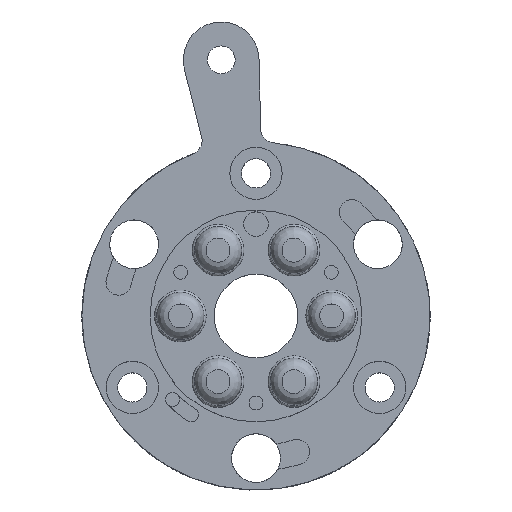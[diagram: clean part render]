
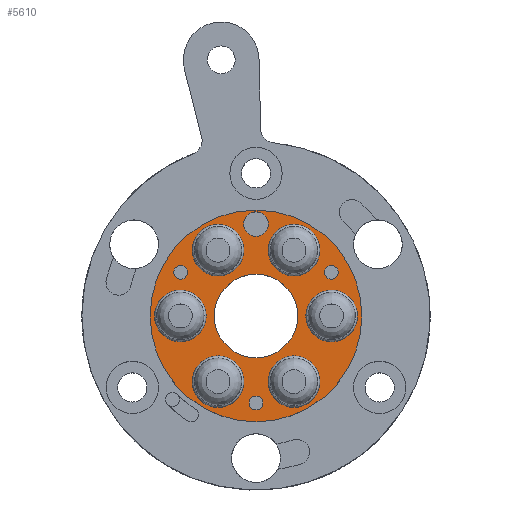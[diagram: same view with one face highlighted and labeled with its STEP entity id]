
A CAD part, top view. The second image highlights one B-rep face of the part: STEP entity #5610.
In plain terms, the highlighted planar face has unit normal (0, 0, 1).
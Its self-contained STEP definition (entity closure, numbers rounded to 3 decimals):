
#194=PLANE('',#6155);
#266=FACE_BOUND('',#1085,.T.);
#267=FACE_BOUND('',#1086,.T.);
#268=FACE_BOUND('',#1087,.T.);
#269=FACE_BOUND('',#1088,.T.);
#270=FACE_BOUND('',#1089,.T.);
#271=FACE_BOUND('',#1090,.T.);
#272=FACE_BOUND('',#1091,.T.);
#273=FACE_BOUND('',#1092,.T.);
#274=FACE_BOUND('',#1093,.T.);
#275=FACE_BOUND('',#1094,.T.);
#276=FACE_BOUND('',#1095,.T.);
#727=FACE_OUTER_BOUND('',#1084,.T.);
#1084=EDGE_LOOP('',(#4964));
#1085=EDGE_LOOP('',(#4965,#4966));
#1086=EDGE_LOOP('',(#4967,#4968));
#1087=EDGE_LOOP('',(#4969,#4970));
#1088=EDGE_LOOP('',(#4971,#4972));
#1089=EDGE_LOOP('',(#4973,#4974));
#1090=EDGE_LOOP('',(#4975));
#1091=EDGE_LOOP('',(#4976));
#1092=EDGE_LOOP('',(#4977,#4978));
#1093=EDGE_LOOP('',(#4979,#4980));
#1094=EDGE_LOOP('',(#4981,#4982));
#1095=EDGE_LOOP('',(#4983,#4984));
#2029=CIRCLE('',#6056,6.);
#2056=CIRCLE('',#6124,1.);
#2057=CIRCLE('',#6125,1.);
#2060=CIRCLE('',#6129,1.);
#2061=CIRCLE('',#6130,1.);
#2064=CIRCLE('',#6134,1.);
#2065=CIRCLE('',#6135,1.);
#2077=CIRCLE('',#6150,3.4);
#2078=CIRCLE('',#6151,3.4);
#2080=CIRCLE('',#6156,15.2);
#2081=CIRCLE('',#6157,3.4);
#2082=CIRCLE('',#6158,3.4);
#2083=CIRCLE('',#6159,3.4);
#2084=CIRCLE('',#6160,3.4);
#2085=CIRCLE('',#6161,3.4);
#2086=CIRCLE('',#6162,3.4);
#2087=CIRCLE('',#6163,3.4);
#2088=CIRCLE('',#6164,3.4);
#2089=CIRCLE('',#6165,3.4);
#2090=CIRCLE('',#6166,3.4);
#2091=CIRCLE('',#6167,1.75);
#2631=VERTEX_POINT('',#22188);
#2654=VERTEX_POINT('',#27851);
#2655=VERTEX_POINT('',#27853);
#2658=VERTEX_POINT('',#27861);
#2659=VERTEX_POINT('',#27863);
#2662=VERTEX_POINT('',#27871);
#2663=VERTEX_POINT('',#27873);
#2674=VERTEX_POINT('',#27928);
#2675=VERTEX_POINT('',#27930);
#2676=VERTEX_POINT('',#27937);
#2677=VERTEX_POINT('',#27939);
#2678=VERTEX_POINT('',#27940);
#2679=VERTEX_POINT('',#27943);
#2680=VERTEX_POINT('',#27944);
#2681=VERTEX_POINT('',#27947);
#2682=VERTEX_POINT('',#27948);
#2683=VERTEX_POINT('',#27951);
#2684=VERTEX_POINT('',#27952);
#2685=VERTEX_POINT('',#27955);
#2686=VERTEX_POINT('',#27956);
#2687=VERTEX_POINT('',#27959);
#3365=EDGE_CURVE('',#2631,#2631,#2029,.T.);
#3451=EDGE_CURVE('',#2654,#2655,#2056,.T.);
#3452=EDGE_CURVE('',#2655,#2654,#2057,.T.);
#3456=EDGE_CURVE('',#2658,#2659,#2060,.T.);
#3457=EDGE_CURVE('',#2659,#2658,#2061,.T.);
#3461=EDGE_CURVE('',#2662,#2663,#2064,.T.);
#3462=EDGE_CURVE('',#2663,#2662,#2065,.T.);
#3476=EDGE_CURVE('',#2674,#2675,#2077,.T.);
#3477=EDGE_CURVE('',#2675,#2674,#2078,.T.);
#3479=EDGE_CURVE('',#2676,#2676,#2080,.T.);
#3480=EDGE_CURVE('',#2677,#2678,#2081,.T.);
#3481=EDGE_CURVE('',#2678,#2677,#2082,.T.);
#3482=EDGE_CURVE('',#2679,#2680,#2083,.T.);
#3483=EDGE_CURVE('',#2680,#2679,#2084,.T.);
#3484=EDGE_CURVE('',#2681,#2682,#2085,.T.);
#3485=EDGE_CURVE('',#2682,#2681,#2086,.T.);
#3486=EDGE_CURVE('',#2683,#2684,#2087,.T.);
#3487=EDGE_CURVE('',#2684,#2683,#2088,.T.);
#3488=EDGE_CURVE('',#2685,#2686,#2089,.T.);
#3489=EDGE_CURVE('',#2686,#2685,#2090,.T.);
#3490=EDGE_CURVE('',#2687,#2687,#2091,.T.);
#4964=ORIENTED_EDGE('',*,*,#3479,.T.);
#4965=ORIENTED_EDGE('',*,*,#3480,.F.);
#4966=ORIENTED_EDGE('',*,*,#3481,.F.);
#4967=ORIENTED_EDGE('',*,*,#3482,.F.);
#4968=ORIENTED_EDGE('',*,*,#3483,.F.);
#4969=ORIENTED_EDGE('',*,*,#3484,.F.);
#4970=ORIENTED_EDGE('',*,*,#3485,.F.);
#4971=ORIENTED_EDGE('',*,*,#3486,.F.);
#4972=ORIENTED_EDGE('',*,*,#3487,.F.);
#4973=ORIENTED_EDGE('',*,*,#3488,.F.);
#4974=ORIENTED_EDGE('',*,*,#3489,.F.);
#4975=ORIENTED_EDGE('',*,*,#3490,.F.);
#4976=ORIENTED_EDGE('',*,*,#3365,.F.);
#4977=ORIENTED_EDGE('',*,*,#3462,.F.);
#4978=ORIENTED_EDGE('',*,*,#3461,.F.);
#4979=ORIENTED_EDGE('',*,*,#3457,.F.);
#4980=ORIENTED_EDGE('',*,*,#3456,.F.);
#4981=ORIENTED_EDGE('',*,*,#3452,.F.);
#4982=ORIENTED_EDGE('',*,*,#3451,.F.);
#4983=ORIENTED_EDGE('',*,*,#3477,.F.);
#4984=ORIENTED_EDGE('',*,*,#3476,.F.);
#5610=ADVANCED_FACE('',(#727,#266,#267,#268,#269,#270,#271,#272,#273,#274,
#275,#276),#194,.T.);
#6056=AXIS2_PLACEMENT_3D('',#22190,#7267,#7268);
#6124=AXIS2_PLACEMENT_3D('',#27854,#7461,#7462);
#6125=AXIS2_PLACEMENT_3D('',#27855,#7463,#7464);
#6129=AXIS2_PLACEMENT_3D('',#27864,#7472,#7473);
#6130=AXIS2_PLACEMENT_3D('',#27865,#7474,#7475);
#6134=AXIS2_PLACEMENT_3D('',#27874,#7483,#7484);
#6135=AXIS2_PLACEMENT_3D('',#27875,#7485,#7486);
#6150=AXIS2_PLACEMENT_3D('',#27931,#7517,#7518);
#6151=AXIS2_PLACEMENT_3D('',#27932,#7519,#7520);
#6155=AXIS2_PLACEMENT_3D('',#27936,#7527,#7528);
#6156=AXIS2_PLACEMENT_3D('',#27938,#7529,#7530);
#6157=AXIS2_PLACEMENT_3D('',#27941,#7531,#7532);
#6158=AXIS2_PLACEMENT_3D('',#27942,#7533,#7534);
#6159=AXIS2_PLACEMENT_3D('',#27945,#7535,#7536);
#6160=AXIS2_PLACEMENT_3D('',#27946,#7537,#7538);
#6161=AXIS2_PLACEMENT_3D('',#27949,#7539,#7540);
#6162=AXIS2_PLACEMENT_3D('',#27950,#7541,#7542);
#6163=AXIS2_PLACEMENT_3D('',#27953,#7543,#7544);
#6164=AXIS2_PLACEMENT_3D('',#27954,#7545,#7546);
#6165=AXIS2_PLACEMENT_3D('',#27957,#7547,#7548);
#6166=AXIS2_PLACEMENT_3D('',#27958,#7549,#7550);
#6167=AXIS2_PLACEMENT_3D('',#27960,#7551,#7552);
#7267=DIRECTION('center_axis',(0.,0.,1.));
#7268=DIRECTION('ref_axis',(1.,0.,0.));
#7461=DIRECTION('center_axis',(0.,0.,1.));
#7462=DIRECTION('ref_axis',(1.,0.,0.));
#7463=DIRECTION('center_axis',(0.,0.,1.));
#7464=DIRECTION('ref_axis',(1.,0.,0.));
#7472=DIRECTION('center_axis',(0.,0.,1.));
#7473=DIRECTION('ref_axis',(1.,0.,0.));
#7474=DIRECTION('center_axis',(0.,0.,1.));
#7475=DIRECTION('ref_axis',(1.,0.,0.));
#7483=DIRECTION('center_axis',(0.,0.,1.));
#7484=DIRECTION('ref_axis',(1.,0.,0.));
#7485=DIRECTION('center_axis',(0.,0.,1.));
#7486=DIRECTION('ref_axis',(1.,0.,0.));
#7517=DIRECTION('center_axis',(0.,0.,1.));
#7518=DIRECTION('ref_axis',(0.,1.,0.));
#7519=DIRECTION('center_axis',(0.,0.,1.));
#7520=DIRECTION('ref_axis',(0.,1.,0.));
#7527=DIRECTION('center_axis',(0.,0.,1.));
#7528=DIRECTION('ref_axis',(1.,0.,0.));
#7529=DIRECTION('center_axis',(0.,0.,1.));
#7530=DIRECTION('ref_axis',(1.,0.,0.));
#7531=DIRECTION('center_axis',(0.,0.,1.));
#7532=DIRECTION('ref_axis',(0.,1.,0.));
#7533=DIRECTION('center_axis',(0.,0.,1.));
#7534=DIRECTION('ref_axis',(0.,1.,0.));
#7535=DIRECTION('center_axis',(0.,0.,1.));
#7536=DIRECTION('ref_axis',(0.,1.,0.));
#7537=DIRECTION('center_axis',(0.,0.,1.));
#7538=DIRECTION('ref_axis',(0.,1.,0.));
#7539=DIRECTION('center_axis',(0.,0.,1.));
#7540=DIRECTION('ref_axis',(0.,1.,0.));
#7541=DIRECTION('center_axis',(0.,0.,1.));
#7542=DIRECTION('ref_axis',(0.,1.,0.));
#7543=DIRECTION('center_axis',(0.,0.,1.));
#7544=DIRECTION('ref_axis',(0.,1.,0.));
#7545=DIRECTION('center_axis',(0.,0.,1.));
#7546=DIRECTION('ref_axis',(0.,1.,0.));
#7547=DIRECTION('center_axis',(0.,0.,1.));
#7548=DIRECTION('ref_axis',(0.,1.,0.));
#7549=DIRECTION('center_axis',(0.,0.,1.));
#7550=DIRECTION('ref_axis',(0.,1.,0.));
#7551=DIRECTION('center_axis',(0.,0.,1.));
#7552=DIRECTION('ref_axis',(1.,0.,0.));
#22188=CARTESIAN_POINT('',(-2.932,23.927,57.4));
#22190=CARTESIAN_POINT('Origin',(3.068,23.927,57.4));
#27851=CARTESIAN_POINT('',(-8.758,30.177,57.4));
#27853=CARTESIAN_POINT('',(-6.758,30.177,57.4));
#27854=CARTESIAN_POINT('Origin',(-7.758,30.177,57.4));
#27855=CARTESIAN_POINT('Origin',(-7.758,30.177,57.4));
#27861=CARTESIAN_POINT('',(12.893,30.177,57.4));
#27863=CARTESIAN_POINT('',(14.893,30.177,57.4));
#27864=CARTESIAN_POINT('Origin',(13.893,30.177,57.4));
#27865=CARTESIAN_POINT('Origin',(13.893,30.177,57.4));
#27871=CARTESIAN_POINT('',(2.068,11.427,57.4));
#27873=CARTESIAN_POINT('',(4.068,11.427,57.4));
#27874=CARTESIAN_POINT('Origin',(3.068,11.427,57.4));
#27875=CARTESIAN_POINT('Origin',(3.068,11.427,57.4));
#27928=CARTESIAN_POINT('',(8.518,36.767,57.4));
#27930=CARTESIAN_POINT('',(8.518,29.967,57.4));
#27931=CARTESIAN_POINT('Origin',(8.518,33.367,57.4));
#27932=CARTESIAN_POINT('Origin',(8.518,33.367,57.4));
#27936=CARTESIAN_POINT('Origin',(3.068,23.927,57.4));
#27937=CARTESIAN_POINT('',(18.268,23.927,57.4));
#27938=CARTESIAN_POINT('Origin',(3.068,23.927,57.4));
#27939=CARTESIAN_POINT('',(-2.382,11.087,57.4));
#27940=CARTESIAN_POINT('',(-2.382,17.887,57.4));
#27941=CARTESIAN_POINT('Origin',(-2.382,14.487,57.4));
#27942=CARTESIAN_POINT('Origin',(-2.382,14.487,57.4));
#27943=CARTESIAN_POINT('',(13.928,20.527,57.4));
#27944=CARTESIAN_POINT('',(13.928,27.327,57.4));
#27945=CARTESIAN_POINT('Origin',(13.928,23.927,57.4));
#27946=CARTESIAN_POINT('Origin',(13.928,23.927,57.4));
#27947=CARTESIAN_POINT('',(8.518,11.087,57.4));
#27948=CARTESIAN_POINT('',(8.518,17.887,57.4));
#27949=CARTESIAN_POINT('Origin',(8.518,14.487,57.4));
#27950=CARTESIAN_POINT('Origin',(8.518,14.487,57.4));
#27951=CARTESIAN_POINT('',(-2.382,29.967,57.4));
#27952=CARTESIAN_POINT('',(-2.382,36.767,57.4));
#27953=CARTESIAN_POINT('Origin',(-2.382,33.367,57.4));
#27954=CARTESIAN_POINT('Origin',(-2.382,33.367,57.4));
#27955=CARTESIAN_POINT('',(-7.792,20.527,57.4));
#27956=CARTESIAN_POINT('',(-7.792,27.327,57.4));
#27957=CARTESIAN_POINT('Origin',(-7.792,23.927,57.4));
#27958=CARTESIAN_POINT('Origin',(-7.792,23.927,57.4));
#27959=CARTESIAN_POINT('',(1.318,37.127,57.4));
#27960=CARTESIAN_POINT('Origin',(3.068,37.127,57.4));
